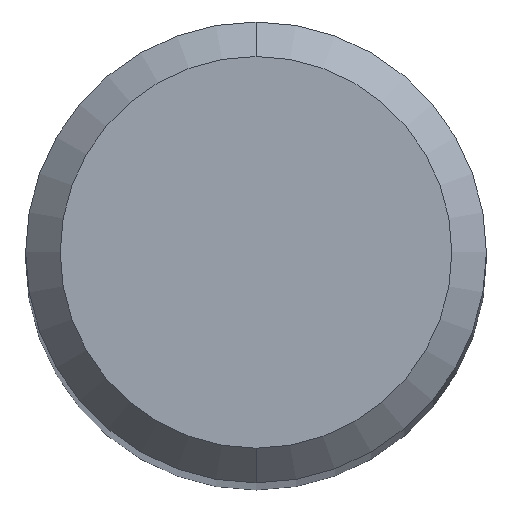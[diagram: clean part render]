
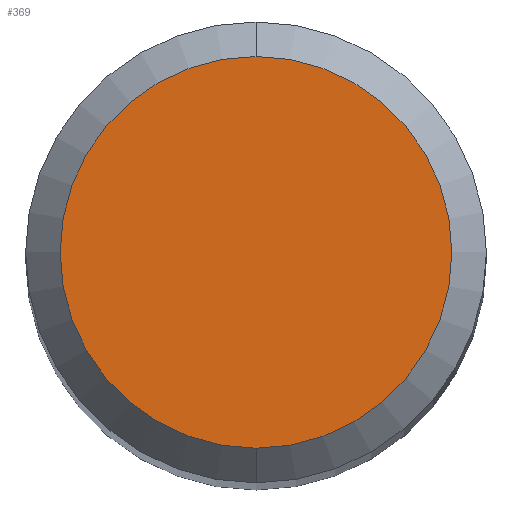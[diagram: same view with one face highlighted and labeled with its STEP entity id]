
A CAD part, top view. The second image highlights one B-rep face of the part: STEP entity #369.
In plain terms, the highlighted planar face has unit normal (0, 0, 1).
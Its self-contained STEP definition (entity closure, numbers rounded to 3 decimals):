
#183=VERTEX_POINT('',#483);
#191=EDGE_CURVE('',#183,#447,#492,.T.);
#205=EDGE_CURVE('',#447,#183,#507,.T.);
#369=ADVANCED_FACE('',(#691),#692,.T.);
#447=VERTEX_POINT('',#775);
#483=CARTESIAN_POINT('',(0.,-1.7,0.0));
#492=CIRCLE('',#816,1.7);
#507=CIRCLE('',#853,1.7);
#691=FACE_OUTER_BOUND('',#1218,.T.);
#692=PLANE('',#1219);
#775=CARTESIAN_POINT('',(0.0,1.7,0.0));
#816=AXIS2_PLACEMENT_3D('',#1428,#1429,#1430);
#853=AXIS2_PLACEMENT_3D('',#1450,#1451,#1452);
#1218=EDGE_LOOP('',(#1670,#1671));
#1219=AXIS2_PLACEMENT_3D('',#1672,#1673,#1674);
#1428=CARTESIAN_POINT('',(0.0,0.0,0.0));
#1429=DIRECTION('',(0.0,0.0,-1.0));
#1430=DIRECTION('',(0.0,1.0,0.0));
#1450=CARTESIAN_POINT('',(0.0,0.0,0.0));
#1451=DIRECTION('',(0.0,0.0,-1.0));
#1452=DIRECTION('',(0.0,1.0,0.0));
#1670=ORIENTED_EDGE('',*,*,#205,.F.);
#1671=ORIENTED_EDGE('',*,*,#191,.F.);
#1672=CARTESIAN_POINT('',(0.0,0.85,0.0));
#1673=DIRECTION('',(-0.0,0.0,1.0));
#1674=DIRECTION('',(0.0,-1.0,0.0));
